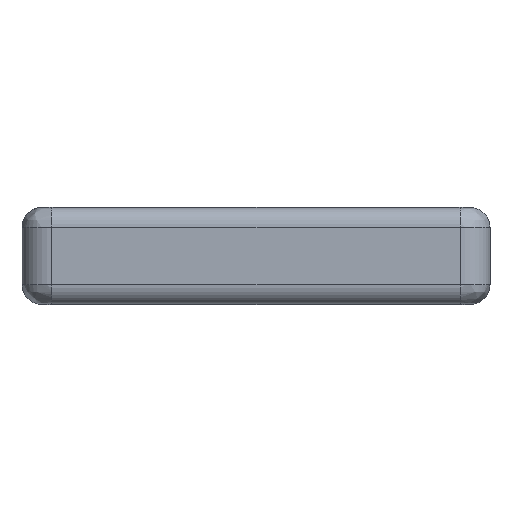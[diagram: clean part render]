
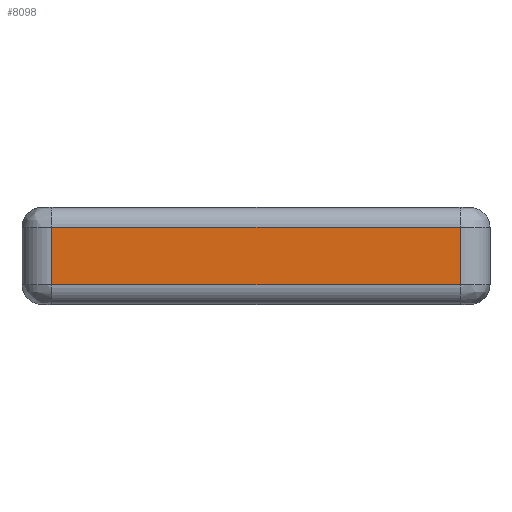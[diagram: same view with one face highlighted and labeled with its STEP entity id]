
A CAD part, left-side view. The second image highlights one B-rep face of the part: STEP entity #8098.
In plain terms, the highlighted planar face has unit normal (-1, 0, 0).
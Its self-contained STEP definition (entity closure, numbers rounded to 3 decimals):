
#307=PLANE('',#8925);
#439=LINE('',#11527,#1155);
#600=LINE('',#12645,#1316);
#913=LINE('',#13630,#1629);
#915=LINE('',#13633,#1631);
#1155=VECTOR('',#9066,10.);
#1316=VECTOR('',#9551,10.);
#1629=VECTOR('',#10512,10.);
#1631=VECTOR('',#10516,10.);
#2423=FACE_OUTER_BOUND('',#2937,.T.);
#2937=EDGE_LOOP('',(#7558,#7559,#7560,#7561));
#3435=VERTEX_POINT('',#11517);
#3437=VERTEX_POINT('',#11523);
#3755=VERTEX_POINT('',#12631);
#3759=VERTEX_POINT('',#12644);
#4237=EDGE_CURVE('',#3435,#3437,#439,.T.);
#4572=EDGE_CURVE('',#3755,#3759,#600,.T.);
#5045=EDGE_CURVE('',#3755,#3437,#913,.T.);
#5047=EDGE_CURVE('',#3435,#3759,#915,.T.);
#7558=ORIENTED_EDGE('',*,*,#4237,.F.);
#7559=ORIENTED_EDGE('',*,*,#5047,.T.);
#7560=ORIENTED_EDGE('',*,*,#4572,.F.);
#7561=ORIENTED_EDGE('',*,*,#5045,.T.);
#8098=ADVANCED_FACE('',(#2423),#307,.F.);
#8925=AXIS2_PLACEMENT_3D('',#14660,#11211,#11212);
#9066=DIRECTION('',(0.,1.,0.));
#9551=DIRECTION('',(0.,-1.,0.));
#10512=DIRECTION('',(0.,0.,-1.));
#10516=DIRECTION('',(0.,0.,1.));
#11211=DIRECTION('center_axis',(1.,0.,0.));
#11212=DIRECTION('ref_axis',(0.,0.,-1.));
#11517=CARTESIAN_POINT('',(-63.6,-20.6,2.));
#11523=CARTESIAN_POINT('',(-63.6,20.6,2.));
#11527=CARTESIAN_POINT('',(-63.6,0.,2.));
#12631=CARTESIAN_POINT('',(-63.6,20.6,7.8));
#12644=CARTESIAN_POINT('',(-63.6,-20.6,7.8));
#12645=CARTESIAN_POINT('',(-63.6,0.035,7.8));
#13630=CARTESIAN_POINT('',(-63.6,20.6,0.));
#13633=CARTESIAN_POINT('',(-63.6,-20.6,0.));
#14660=CARTESIAN_POINT('Origin',(-63.6,0.,4.9));
